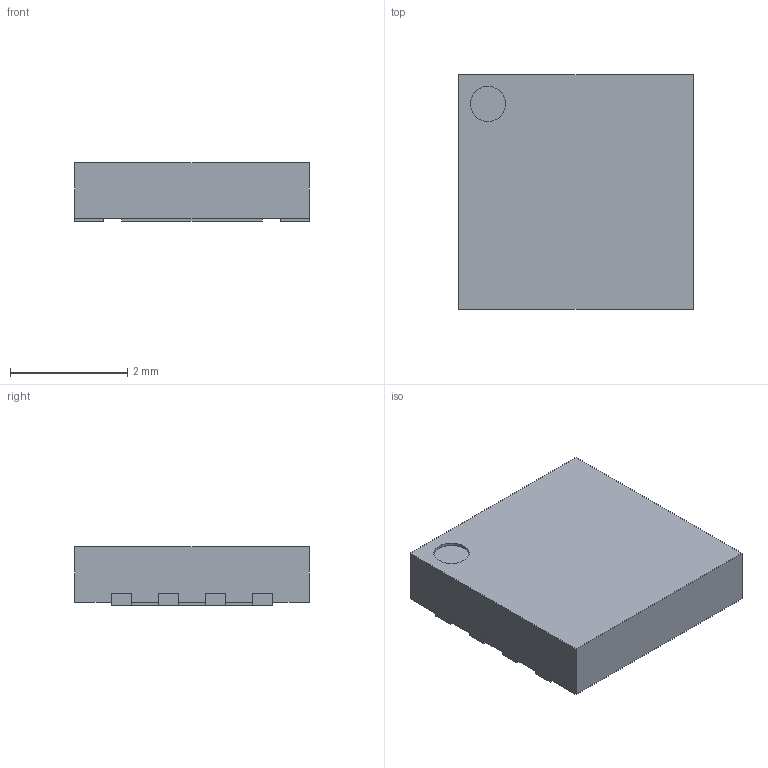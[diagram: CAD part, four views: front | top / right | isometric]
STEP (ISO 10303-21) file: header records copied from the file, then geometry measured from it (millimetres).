
FILE_DESCRIPTION((''),'2;1');
FILE_NAME('SON80P400X400X100-9N-R221X239.stp','2013-11-27T15:46:41',(''),(''),'Mechanical Desktop 2011','Mechanical Desktop 2011',', , ');
FILE_SCHEMA(('AUTOMOTIVE_DESIGN { 1 2 10303 214 1 1 1 1 }'));
Length unit declared in the file: millimetre
Products named in the file (1): Product
Bounding box: 4 x 4 x 1 mm (x, y, z)
Volume: 15.5 mm3; surface area: 65 mm2
Topology: 10 solids, 10 shells, 95 faces, 226 edges, 156 vertices
Faces by surface type: plane 47, bspline 46, cylinder 2
Entity records: 2739 total; most frequent: CARTESIAN_POINT 612, ORIENTED_EDGE 444, DIRECTION 330, VECTOR 222, LINE 222, EDGE_CURVE 222, VERTEX_POINT 148, EDGE_LOOP 96
